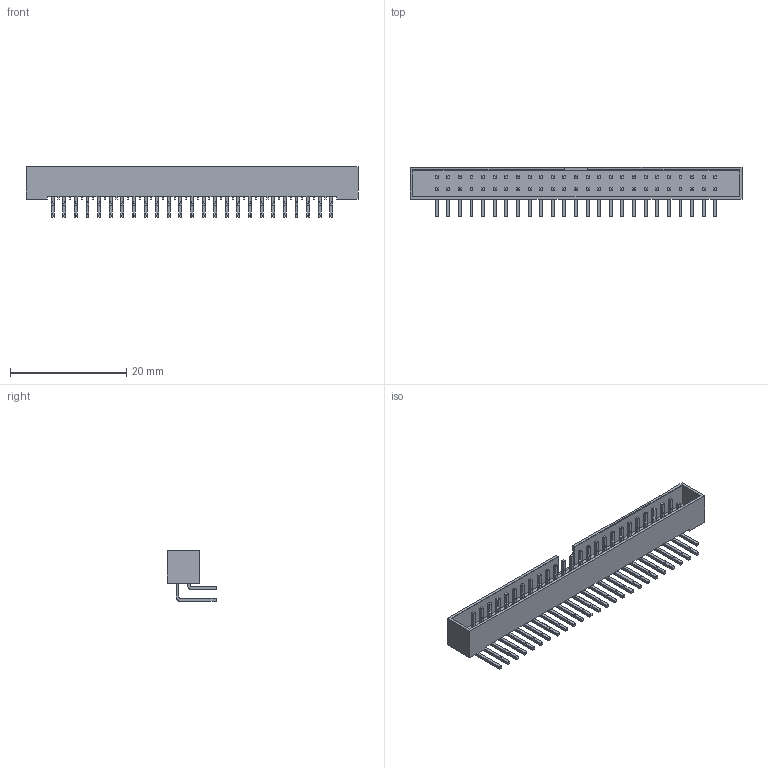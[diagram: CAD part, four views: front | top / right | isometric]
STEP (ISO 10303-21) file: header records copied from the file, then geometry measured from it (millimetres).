
FILE_DESCRIPTION(/* description */ (''),/* implementation_level */ '2;1');
FILE_NAME(/* name */ '635-50-2-xx.stp',/* time_stamp */ '2017-10-25T15:37:07+02:00',/* author */ ('andreas.larin'),/* organization */ (''),/* preprocessor_version */ 'ST-DEVELOPER v15.6',/* originating_system */ 'Autodesk Inventor 2015',/* authorisation */ '');
FILE_SCHEMA (('AUTOMOTIVE_DESIGN { 1 0 10303 214 3 1 1 }'));
Length unit declared in the file: centimetre
Products named in the file (1): 635-50-2-xx
Bounding box: 57.2 x 8.5 x 8.75 mm (x, y, z)
Volume: 810.8 mm3; surface area: 3003.7 mm2
Topology: 1 solids, 1 shells, 1424 faces, 3360 edges, 2038 vertices
Faces by surface type: plane 1324, cylinder 100
Entity records: 40527 total; most frequent: CARTESIAN_POINT 6823, ORIENTED_EDGE 6720, DIRECTION 6410, EDGE_CURVE 3360, LINE 3160, VECTOR 3160, VERTEX_POINT 2038, AXIS2_PLACEMENT_3D 1625
